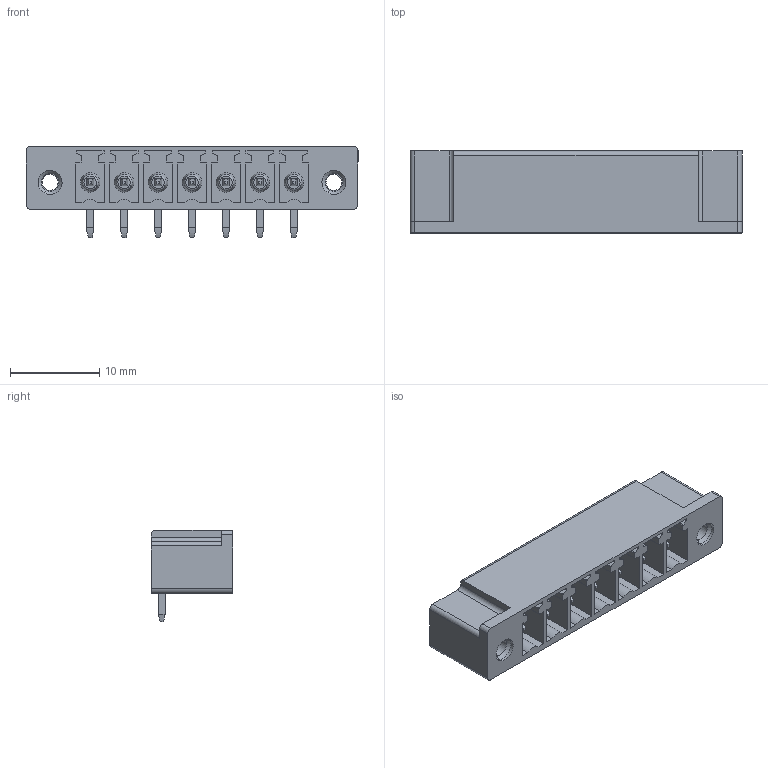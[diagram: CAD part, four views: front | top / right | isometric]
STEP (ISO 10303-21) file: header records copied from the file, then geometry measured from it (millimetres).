
FILE_DESCRIPTION(('CATIA V5 STEP Exchange','CAx-IF Rec.Pracs.--- Model Styling and Organization---1.2---2011-12-15'),'2;1');
FILE_NAME ('D1459791_0', '2018-09-29T04:16:46+00:00', ('none'), ('Weidmueller'), 'CATIA Version 5-6 Release 2014', 'CATIA V5 STEP AP214', 'none');
FILE_SCHEMA(('AUTOMOTIVE_DESIGN { 1 0 10303 214 1 1 1 1 }'));
Length unit declared in the file: millimetre
Products named in the file (1): 1942500000
Bounding box: 37.26 x 9.2 x 10.25 mm (x, y, z)
Volume: 1287.2 mm3; surface area: 3038.5 mm2
Topology: 8 solids, 8 shells, 582 faces, 1657 edges, 1114 vertices
Faces by surface type: plane 403, cylinder 147, cone 18, torus 14
Entity records: 17611 total; most frequent: CARTESIAN_POINT 3440, ORIENTED_EDGE 3314, DIRECTION 2272, EDGE_CURVE 1657, VECTOR 1279, LINE 1279, VERTEX_POINT 1114, AXIS2_PLACEMENT_3D 655
